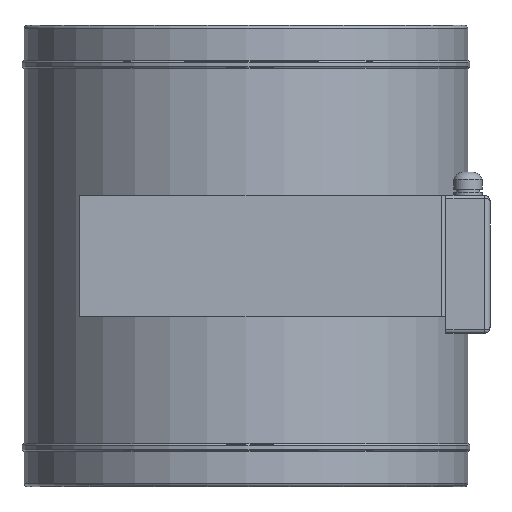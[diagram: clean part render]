
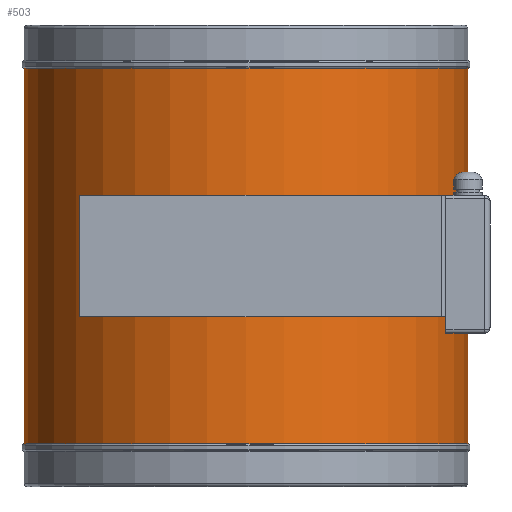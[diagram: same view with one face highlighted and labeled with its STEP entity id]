
A CAD part, front view. The second image highlights one B-rep face of the part: STEP entity #503.
In plain terms, the highlighted cylindrical face has radius 201 mm (diameter 402 mm), a partial arc.
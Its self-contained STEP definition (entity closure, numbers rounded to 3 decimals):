
#71 = EDGE_CURVE ( 'NONE', #2154, #111, #2284, .T. ) ;
#111 = VERTEX_POINT ( 'NONE', #2413 ) ;
#112 = VERTEX_POINT ( 'NONE', #2412 ) ;
#453 = EDGE_LOOP ( 'NONE', ( #504, #505, #506, #507 ) ) ;
#502 = EDGE_CURVE ( 'NONE', #2153, #2154, #3111, .T. ) ;
#503 = ADVANCED_FACE ( 'NONE', ( #3102 ), #3101, .T. ) ;
#504 = ORIENTED_EDGE ( 'NONE', *, *, #2149, .F. ) ;
#505 = ORIENTED_EDGE ( 'NONE', *, *, #502, .T. ) ;
#506 = ORIENTED_EDGE ( 'NONE', *, *, #71, .T. ) ;
#507 = ORIENTED_EDGE ( 'NONE', *, *, #508, .F. ) ;
#508 = EDGE_CURVE ( 'NONE', #112, #111, #3096, .T. ) ;
#2149 = EDGE_CURVE ( 'NONE', #2153, #112, #6138, .T. ) ;
#2153 = VERTEX_POINT ( 'NONE', #6187 ) ;
#2154 = VERTEX_POINT ( 'NONE', #6186 ) ;
#2281 = DIRECTION ( 'NONE',  ( 0., 0., 1. ) ) ;
#2282 = VECTOR ( 'NONE', #2281, 1000. ) ;
#2283 = CARTESIAN_POINT ( 'NONE',  ( 201., 0., 0. ) ) ;
#2284 = LINE ( 'NONE', #2283, #2282 ) ;
#2412 = CARTESIAN_POINT ( 'NONE',  ( -201., 0., -38. ) ) ;
#2413 = CARTESIAN_POINT ( 'NONE',  ( 201., 0., -38. ) ) ;
#3092 = DIRECTION ( 'NONE',  ( 1., 0., 0. ) ) ;
#3093 = DIRECTION ( 'NONE',  ( 0., 0., 1. ) ) ;
#3094 = CARTESIAN_POINT ( 'NONE',  ( 0., 0., -38. ) ) ;
#3095 = AXIS2_PLACEMENT_3D ( 'NONE', #3094, #3093, #3092 ) ;
#3096 = CIRCLE ( 'NONE', #3095, 201. ) ;
#3097 = DIRECTION ( 'NONE',  ( 1., 0., 0. ) ) ;
#3098 = DIRECTION ( 'NONE',  ( 0., 0., 1. ) ) ;
#3099 = CARTESIAN_POINT ( 'NONE',  ( 0., 0., 0. ) ) ;
#3100 = AXIS2_PLACEMENT_3D ( 'NONE', #3099, #3098, #3097 ) ;
#3101 = CYLINDRICAL_SURFACE ( 'NONE', #3100, 201. ) ;
#3102 = FACE_OUTER_BOUND ( 'NONE', #453, .T. ) ;
#3103 = DIRECTION ( 'NONE',  ( 1., 0., 0. ) ) ;
#3104 = DIRECTION ( 'NONE',  ( 0., 0., 1. ) ) ;
#3105 = CARTESIAN_POINT ( 'NONE',  ( 0., 0., -378. ) ) ;
#3106 = AXIS2_PLACEMENT_3D ( 'NONE', #3105, #3104, #3103 ) ;
#3111 = CIRCLE ( 'NONE', #3106, 201. ) ;
#6130 = DIRECTION ( 'NONE',  ( 0., 0., 1. ) ) ;
#6131 = VECTOR ( 'NONE', #6130, 1000. ) ;
#6132 = CARTESIAN_POINT ( 'NONE',  ( -201., 0., 0. ) ) ;
#6138 = LINE ( 'NONE', #6132, #6131 ) ;
#6186 = CARTESIAN_POINT ( 'NONE',  ( 201., 0., -378. ) ) ;
#6187 = CARTESIAN_POINT ( 'NONE',  ( -201., 0., -378. ) ) ;
